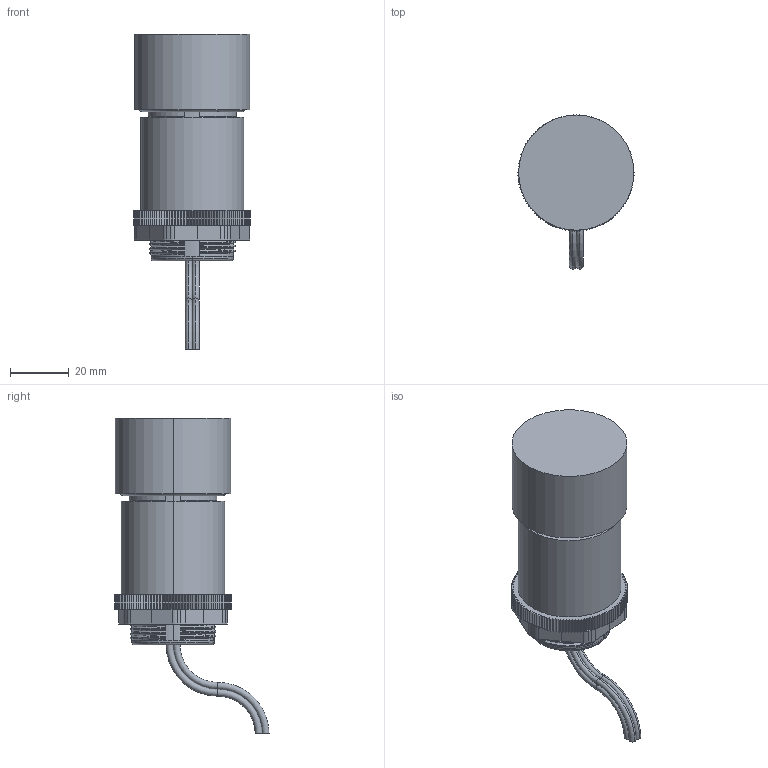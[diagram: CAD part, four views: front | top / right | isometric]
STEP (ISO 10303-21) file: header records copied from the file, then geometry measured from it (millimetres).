
FILE_DESCRIPTION (( 'STEP AP214' ), '1' );
FILE_NAME ('R-3W.STEP', '2018-08-21T18:53:07', ( '' ), ( '' ), 'SwSTEP 2.0', 'SolidWorks 2017', '' );
FILE_SCHEMA (( 'AUTOMOTIVE_DESIGN' ));
Length unit declared in the file: millimetre
Products named in the file (6): R-3W; R-3W_NUT; R-3W-SLEEVE; R-3W-SEAL; R-3W-UNIT
Assembly tree (5 placements, depth 3):
  R-3W
    R-3W
      R-3W-UNIT
      R-3W-SEAL
      R-3W-SLEEVE
      R-3W_NUT
Bounding box: 39.49 x 52.35 x 107.28 mm (x, y, z)
Volume: 77874.2 mm3; surface area: 26179.6 mm2
Topology: 8 solids, 8 shells, 805 faces, 2284 edges, 1494 vertices
Faces by surface type: bspline 380, plane 360, cylinder 37, torus 22, cone 6
Entity records: 54583 total; most frequent: CARTESIAN_POINT 28506, ORIENTED_EDGE 4564, EDGE_CURVE 2282, DIRECTION 1906, VERTEX_POINT 1494, B_SPLINE_CURVE_WITH_KNOTS 1393, UNCERTAINTY_MEASURE_WITH_UNIT 813, EDGE_LOOP 812
